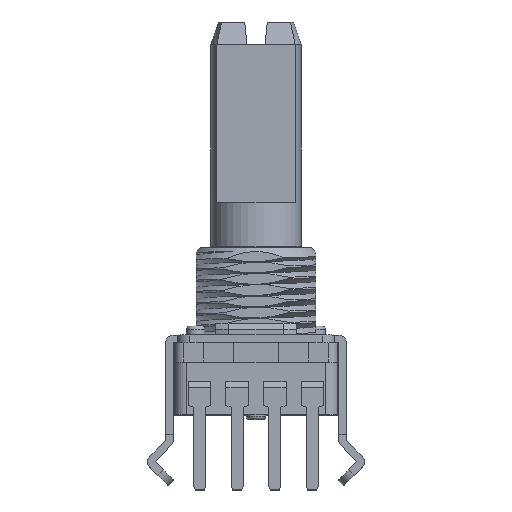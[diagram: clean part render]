
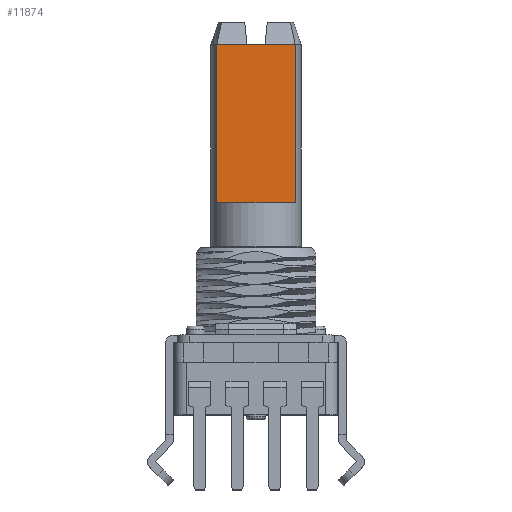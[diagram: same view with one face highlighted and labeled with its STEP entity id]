
A CAD part, top view. The second image highlights one B-rep face of the part: STEP entity #11874.
In plain terms, the highlighted planar face has unit normal (0, 0, 1).
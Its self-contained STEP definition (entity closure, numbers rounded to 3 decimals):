
#4074=DIRECTION('',(0.,1.,0.));
#4075=VECTOR('',#4074,10.5);
#4076=CARTESIAN_POINT('',(2.598,14.1,1.5));
#4077=LINE('',#4076,#4075);
#4078=DIRECTION('',(0.,-1.,0.));
#4079=VECTOR('',#4078,10.5);
#4080=CARTESIAN_POINT('',(-2.598,24.6,1.5));
#4081=LINE('',#4080,#4079);
#4082=DIRECTION('',(-1.,0.,0.));
#4083=VECTOR('',#4082,5.196);
#4084=CARTESIAN_POINT('',(2.598,14.1,1.5));
#4085=LINE('',#4084,#4083);
#4095=DIRECTION('',(-1.,0.,0.));
#4096=VECTOR('',#4095,1.2);
#4097=CARTESIAN_POINT('',(0.6,24.6,1.5));
#4098=LINE('',#4097,#4096);
#4150=DIRECTION('',(-1.,0.,0.));
#4151=VECTOR('',#4150,1.998);
#4152=CARTESIAN_POINT('',(-0.6,24.6,1.5));
#4153=LINE('',#4152,#4151);
#4207=DIRECTION('',(-1.,0.,0.));
#4208=VECTOR('',#4207,1.998);
#4209=CARTESIAN_POINT('',(2.598,24.6,1.5));
#4210=LINE('',#4209,#4208);
#6301=CARTESIAN_POINT('',(2.598,14.1,1.5));
#6302=CARTESIAN_POINT('',(2.598,24.6,1.5));
#6303=VERTEX_POINT('',#6301);
#6304=VERTEX_POINT('',#6302);
#6309=CARTESIAN_POINT('',(-2.598,24.6,1.5));
#6310=VERTEX_POINT('',#6309);
#6311=CARTESIAN_POINT('',(-2.598,14.1,1.5));
#6312=VERTEX_POINT('',#6311);
#6313=CARTESIAN_POINT('',(0.6,24.6,1.5));
#6314=CARTESIAN_POINT('',(-0.6,24.6,1.5));
#6315=VERTEX_POINT('',#6313);
#6316=VERTEX_POINT('',#6314);
#11857=CARTESIAN_POINT('',(-8.64,24.6,1.5));
#11858=DIRECTION('',(0.,0.,-1.));
#11859=DIRECTION('',(0.,-1.,0.));
#11860=AXIS2_PLACEMENT_3D('',#11857,#11858,#11859);
#11861=PLANE('',#11860);
#11863=ORIENTED_EDGE('',*,*,#11862,.F.);
#11865=ORIENTED_EDGE('',*,*,#11864,.F.);
#11866=ORIENTED_EDGE('',*,*,#11839,.F.);
#11868=ORIENTED_EDGE('',*,*,#11867,.T.);
#11869=ORIENTED_EDGE('',*,*,#11850,.F.);
#11871=ORIENTED_EDGE('',*,*,#11870,.F.);
#11872=EDGE_LOOP('',(#11863,#11865,#11866,#11868,#11869,#11871));
#11873=FACE_OUTER_BOUND('',#11872,.F.);
#11874=ADVANCED_FACE('',(#11873),#11861,.F.);
#11839=EDGE_CURVE('',#6303,#6304,#4077,.T.);
#11850=EDGE_CURVE('',#6310,#6312,#4081,.T.);
#11862=EDGE_CURVE('',#6315,#6316,#4098,.T.);
#11864=EDGE_CURVE('',#6304,#6315,#4210,.T.);
#11867=EDGE_CURVE('',#6303,#6312,#4085,.T.);
#11870=EDGE_CURVE('',#6316,#6310,#4153,.T.);
